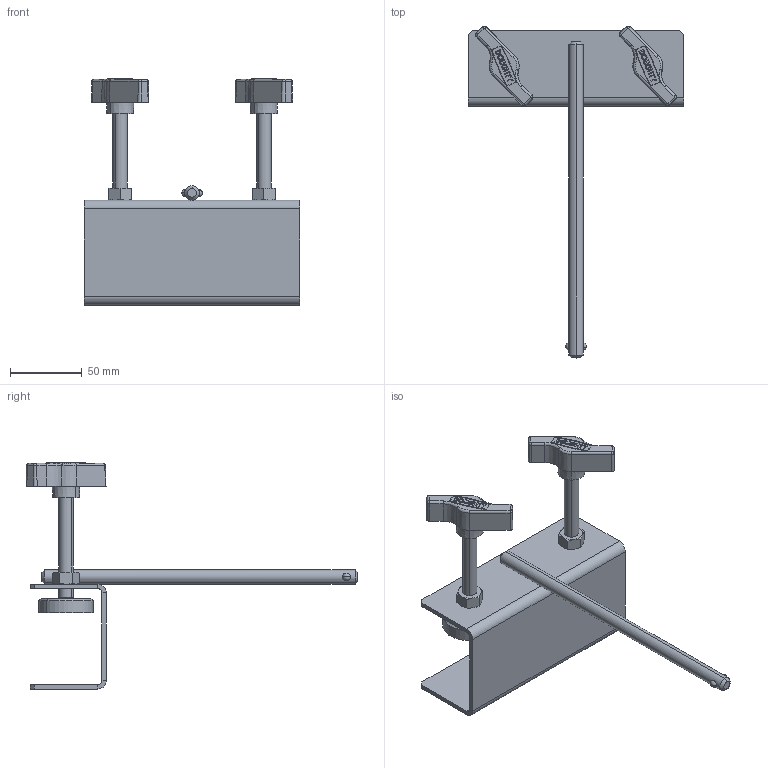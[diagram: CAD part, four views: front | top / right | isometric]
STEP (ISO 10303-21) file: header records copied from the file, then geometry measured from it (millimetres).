
FILE_DESCRIPTION (( 'STEP AP203' ), '1' );
FILE_NAME ('G1113.STEP', '2018-09-25T13:26:02', ( '' ), ( '' ), 'SwSTEP 2.0', 'SolidWorks 2016', '' );
FILE_SCHEMA (( 'CONFIG_CONTROL_DESIGN' ));
Length unit declared in the file: millimetre
Products named in the file (9): TH2199; TH2206_TH2206; TH2210_TH2210; Doughty Knob_S0150; G1113; F2915; Hex Nut Style 1 GradeAB_Doughty Fastners_Hexagon Nut ISO - 4032 - M10 - D - S; F745_FITTED; TH2209
Assembly tree (13 placements, depth 3):
  G1113
    TH2210_TH2210
      TH2206_TH2206
      TH2199
      Hex Nut Style 1 GradeAB_Doughty Fastners_Hexagon Nut ISO - 4032 - M10 - D - S  x2
    TH2209  x2
    Doughty Knob_S0150  x2
    F745_FITTED  x2
    F2915  x2
Bounding box: 150 x 230.8 x 157.3 mm (x, y, z)
Volume: 148545.9 mm3; surface area: 83403.1 mm2
Topology: 12 solids, 12 shells, 584 faces, 1396 edges, 864 vertices
Faces by surface type: plane 206, cylinder 176, cone 112, torus 44, bspline 42, sphere 4
Entity records: 11341 total; most frequent: CARTESIAN_POINT 3125, DIRECTION 1528, ORIENTED_EDGE 1484, EDGE_CURVE 742, AXIS2_PLACEMENT_3D 583, VERTEX_POINT 458, VECTOR 362, LINE 362
